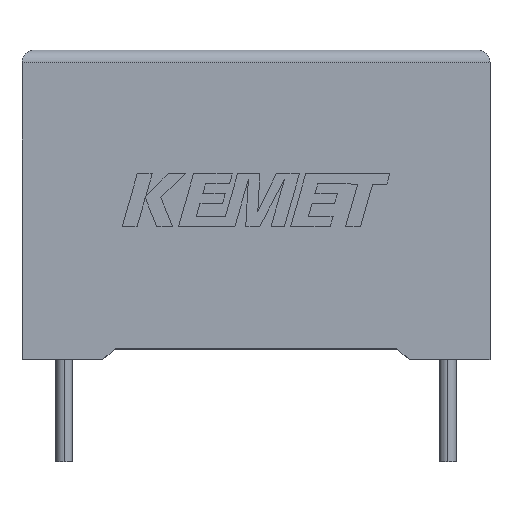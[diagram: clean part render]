
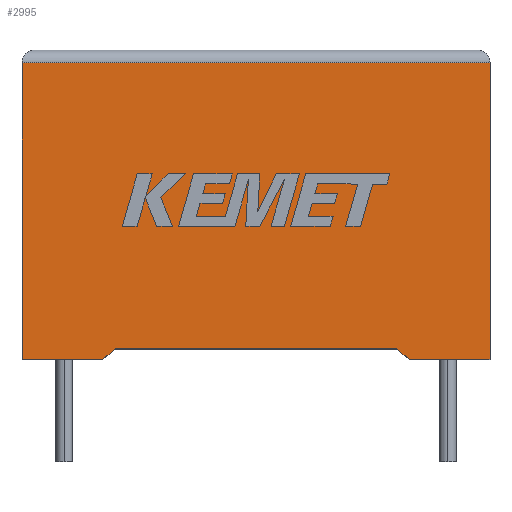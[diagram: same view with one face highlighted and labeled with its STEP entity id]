
A CAD part, top view. The second image highlights one B-rep face of the part: STEP entity #2995.
In plain terms, the highlighted planar face has unit normal (0, 0, 1).
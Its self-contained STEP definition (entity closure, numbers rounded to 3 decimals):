
#14 = DIRECTION ( 'NONE',  ( 1., 0., 0. ) ) ;
#67 = DIRECTION ( 'NONE',  ( -1., 0., 0. ) ) ;
#115 = ORIENTED_EDGE ( 'NONE', *, *, #2055, .T. ) ;
#225 = CARTESIAN_POINT ( 'NONE',  ( 0., 11.6, 6.2 ) ) ;
#235 = ORIENTED_EDGE ( 'NONE', *, *, #680, .T. ) ;
#275 = CARTESIAN_POINT ( 'NONE',  ( 3.15, 0., 6.2 ) ) ;
#276 = AXIS2_PLACEMENT_3D ( 'NONE', #1434, #766, #2406 ) ;
#456 = EDGE_CURVE ( 'NONE', #1878, #1677, #2256, .T. ) ;
#489 = CARTESIAN_POINT ( 'NONE',  ( 15.15, 0., 6.2 ) ) ;
#492 = LINE ( 'NONE', #2627, #989 ) ;
#529 = EDGE_CURVE ( 'NONE', #1231, #2083, #492, .T. ) ;
#575 = LINE ( 'NONE', #1518, #1245 ) ;
#599 = EDGE_CURVE ( 'NONE', #1622, #686, #759, .T. ) ;
#653 = CARTESIAN_POINT ( 'NONE',  ( 15.15, 0., 6.2 ) ) ;
#680 = EDGE_CURVE ( 'NONE', #1677, #2989, #2714, .T. ) ;
#686 = VERTEX_POINT ( 'NONE', #742 ) ;
#709 = ORIENTED_EDGE ( 'NONE', *, *, #599, .T. ) ;
#742 = CARTESIAN_POINT ( 'NONE',  ( 0., 0., 6.2 ) ) ;
#759 = LINE ( 'NONE', #2615, #2437 ) ;
#766 = DIRECTION ( 'NONE',  ( 0., 0., -1. ) ) ;
#777 = DIRECTION ( 'NONE',  ( 0., -1., 0. ) ) ;
#857 = ORIENTED_EDGE ( 'NONE', *, *, #529, .F. ) ;
#872 = CARTESIAN_POINT ( 'NONE',  ( 18.3, 0., 6.2 ) ) ;
#884 = EDGE_CURVE ( 'NONE', #2034, #1231, #575, .T. ) ;
#908 = ORIENTED_EDGE ( 'NONE', *, *, #1660, .T. ) ;
#959 = CARTESIAN_POINT ( 'NONE',  ( 0., 11.6, 6.2 ) ) ;
#988 = CARTESIAN_POINT ( 'NONE',  ( 18.3, 0., 6.2 ) ) ;
#989 = VECTOR ( 'NONE', #2384, 1000. ) ;
#1018 = ORIENTED_EDGE ( 'NONE', *, *, #456, .T. ) ;
#1112 = VECTOR ( 'NONE', #14, 1000. ) ;
#1186 = LINE ( 'NONE', #959, #1305 ) ;
#1231 = VERTEX_POINT ( 'NONE', #2526 ) ;
#1245 = VECTOR ( 'NONE', #2169, 1000. ) ;
#1305 = VECTOR ( 'NONE', #67, 1000. ) ;
#1407 = LINE ( 'NONE', #2360, #1112 ) ;
#1434 = CARTESIAN_POINT ( 'NONE',  ( 0., 0., 6.2 ) ) ;
#1518 = CARTESIAN_POINT ( 'NONE',  ( 9.15, 0.417, 6.2 ) ) ;
#1593 = VECTOR ( 'NONE', #2813, 1000. ) ;
#1622 = VERTEX_POINT ( 'NONE', #225 ) ;
#1631 = CARTESIAN_POINT ( 'NONE',  ( 18.3, 11.6, 6.2 ) ) ;
#1660 = EDGE_CURVE ( 'NONE', #2034, #1878, #2846, .T. ) ;
#1662 = CARTESIAN_POINT ( 'NONE',  ( 14.642, 0.417, 6.2 ) ) ;
#1677 = VERTEX_POINT ( 'NONE', #988 ) ;
#1791 = CARTESIAN_POINT ( 'NONE',  ( 0., 0., 6.2 ) ) ;
#1794 = DIRECTION ( 'NONE',  ( 0., 1., 0. ) ) ;
#1804 = ORIENTED_EDGE ( 'NONE', *, *, #884, .F. ) ;
#1878 = VERTEX_POINT ( 'NONE', #653 ) ;
#2034 = VERTEX_POINT ( 'NONE', #1662 ) ;
#2055 = EDGE_CURVE ( 'NONE', #2989, #1622, #1186, .T. ) ;
#2083 = VERTEX_POINT ( 'NONE', #275 ) ;
#2094 = EDGE_CURVE ( 'NONE', #686, #2083, #1407, .T. ) ;
#2116 = ORIENTED_EDGE ( 'NONE', *, *, #2094, .T. ) ;
#2169 = DIRECTION ( 'NONE',  ( -1., 0., 0. ) ) ;
#2246 = VECTOR ( 'NONE', #2596, 1000. ) ;
#2256 = LINE ( 'NONE', #1791, #1593 ) ;
#2360 = CARTESIAN_POINT ( 'NONE',  ( 0., 0., 6.2 ) ) ;
#2384 = DIRECTION ( 'NONE',  ( -0.773, -0.635, 0. ) ) ;
#2406 = DIRECTION ( 'NONE',  ( -1., 0., 0. ) ) ;
#2437 = VECTOR ( 'NONE', #777, 1000. ) ;
#2526 = CARTESIAN_POINT ( 'NONE',  ( 3.658, 0.417, 6.2 ) ) ;
#2539 = VECTOR ( 'NONE', #1794, 1000. ) ;
#2596 = DIRECTION ( 'NONE',  ( 0.773, -0.635, 0. ) ) ;
#2615 = CARTESIAN_POINT ( 'NONE',  ( 0., 0., 6.2 ) ) ;
#2627 = CARTESIAN_POINT ( 'NONE',  ( 3.15, 0., 6.2 ) ) ;
#2714 = LINE ( 'NONE', #872, #2539 ) ;
#2748 = PLANE ( 'NONE',  #276 ) ;
#2813 = DIRECTION ( 'NONE',  ( 1., 0., 0. ) ) ;
#2846 = LINE ( 'NONE', #489, #2246 ) ;
#2986 = FACE_OUTER_BOUND ( 'NONE', #3007, .T. ) ;
#2989 = VERTEX_POINT ( 'NONE', #1631 ) ;
#2995 = ADVANCED_FACE ( 'NONE', ( #2986 ), #2748, .F. ) ;
#3007 = EDGE_LOOP ( 'NONE', ( #235, #115, #709, #2116, #857, #1804, #908, #1018 ) ) ;
